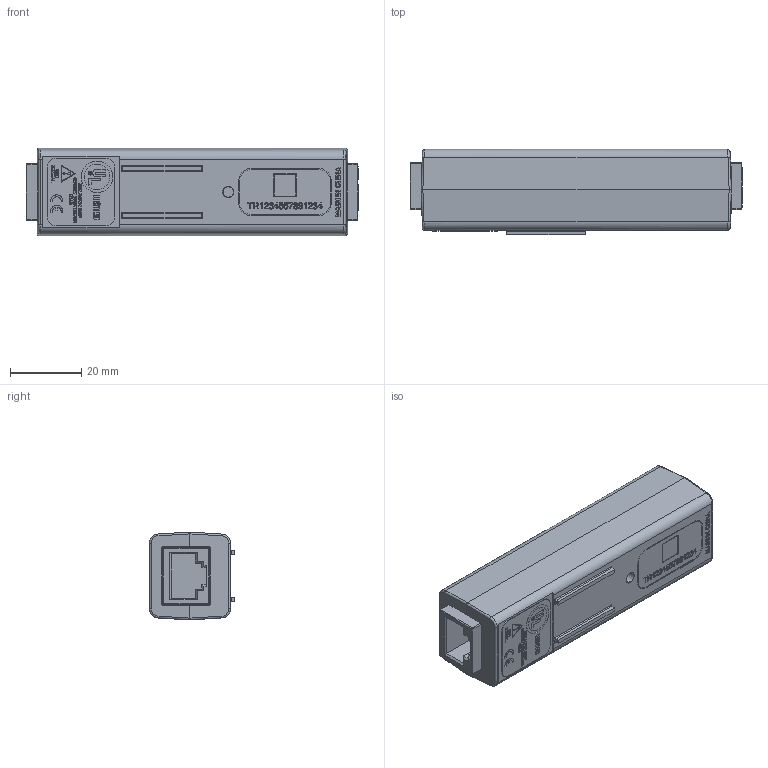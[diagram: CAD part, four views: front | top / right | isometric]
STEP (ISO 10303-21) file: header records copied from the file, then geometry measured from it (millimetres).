
FILE_DESCRIPTION (( 'STEP AP214' ), '1' );
FILE_NAME ('DPR-F140-E.STEP', '2019-01-28T19:31:07', ( '' ), ( '' ), 'SwSTEP 2.0', 'SolidWorks 2018', '' );
FILE_SCHEMA (( 'AUTOMOTIVE_DESIGN' ));
Length unit declared in the file: inch
Products named in the file (17): 2003-1052-3; 2002-339; 2250-1140; 2500-671; DPR-F140-E; 2003-4162; 2200-687; 2002-340; 2003-3165; 2003-3165_Installed
Assembly tree (9 placements, depth 3):
  2003-1052-3
  2002-339
  2500-671
  DPR-F140-E
    2002-340
    2002-339
    2250-1140
      2200-687
      2500-671  x2
    2003-3165_Installed
    2003-4162
    2003-1052-3
  2003-4162
Bounding box: 93.22 x 23.9 x 24.65 mm (x, y, z)
Volume: 22770.9 mm3; surface area: 26411.6 mm2
Topology: 12 solids, 12 shells, 4062 faces, 10693 edges, 7072 vertices
Faces by surface type: plane 2985, bspline 669, cylinder 375, cone 19, sphere 8, torus 6
Entity records: 186711 total; most frequent: CARTESIAN_POINT 58226, ORIENTED_EDGE 20654, DIRECTION 15879, EDGE_CURVE 10327, LINE 8055, VECTOR 8055, VERTEX_POINT 6848, EDGE_LOOP 4457
